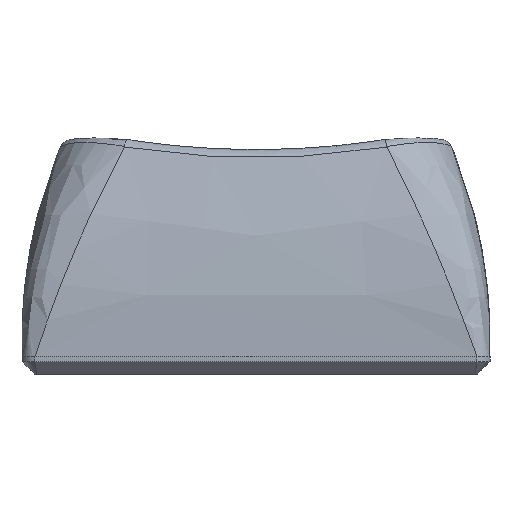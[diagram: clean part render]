
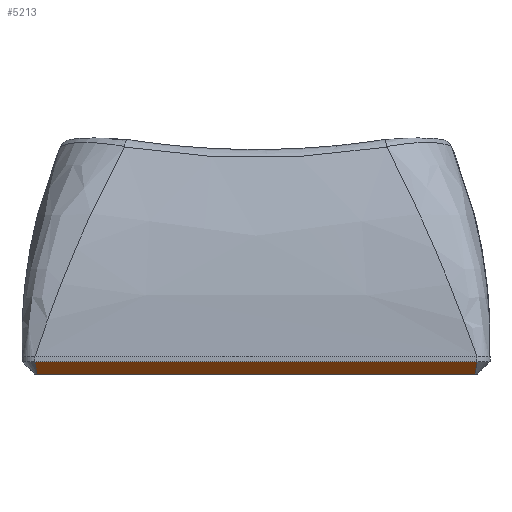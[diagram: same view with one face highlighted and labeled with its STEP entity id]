
A CAD part, front view. The second image highlights one B-rep face of the part: STEP entity #5213.
In plain terms, the highlighted planar face has unit normal (0, -0.707, -0.707).
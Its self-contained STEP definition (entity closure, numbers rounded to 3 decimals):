
#720 = PLANE('',#721);
#721 = AXIS2_PLACEMENT_3D('',#722,#723,#724);
#722 = CARTESIAN_POINT('',(-8.5,-9.,0.672));
#723 = DIRECTION('',(0.,-1.,0.));
#724 = DIRECTION('',(1.,0.,0.));
#1973 = VERTEX_POINT('',#1974);
#1974 = CARTESIAN_POINT('',(-8.5,-9.,0.48));
#2000 = EDGE_CURVE('',#1973,#2001,#2003,.T.);
#2001 = VERTEX_POINT('',#2002);
#2002 = CARTESIAN_POINT('',(8.5,-9.,0.48));
#2003 = SURFACE_CURVE('',#2004,(#2008,#2015),.PCURVE_S1.);
#2004 = LINE('',#2005,#2006);
#2005 = CARTESIAN_POINT('',(-8.5,-9.,0.48));
#2006 = VECTOR('',#2007,1.);
#2007 = DIRECTION('',(1.,0.,0.));
#2008 = PCURVE('',#720,#2009);
#2009 = DEFINITIONAL_REPRESENTATION('',(#2010),#2014);
#2010 = LINE('',#2011,#2012);
#2011 = CARTESIAN_POINT('',(0.,-0.192));
#2012 = VECTOR('',#2013,1.);
#2013 = DIRECTION('',(1.,0.));
#2014 = ( GEOMETRIC_REPRESENTATION_CONTEXT(2) 
PARAMETRIC_REPRESENTATION_CONTEXT() REPRESENTATION_CONTEXT('2D SPACE',''
  ) );
#2015 = PCURVE('',#2016,#2021);
#2016 = PLANE('',#2017);
#2017 = AXIS2_PLACEMENT_3D('',#2018,#2019,#2020);
#2018 = CARTESIAN_POINT('',(-8.5,-8.76,0.24));
#2019 = DIRECTION('',(0.,0.707,0.707)
  );
#2020 = DIRECTION('',(1.,0.,0.));
#2021 = DEFINITIONAL_REPRESENTATION('',(#2022),#2026);
#2022 = LINE('',#2023,#2024);
#2023 = CARTESIAN_POINT('',(0.,-0.339));
#2024 = VECTOR('',#2025,1.);
#2025 = DIRECTION('',(1.,0.));
#2026 = ( GEOMETRIC_REPRESENTATION_CONTEXT(2) 
PARAMETRIC_REPRESENTATION_CONTEXT() REPRESENTATION_CONTEXT('2D SPACE',''
  ) );
#3188 = CONICAL_SURFACE('',#3189,0.7,0.785);
#3189 = AXIS2_PLACEMENT_3D('',#3190,#3191,#3192);
#3190 = CARTESIAN_POINT('',(8.323,-8.323,0.48));
#3191 = DIRECTION('',(-0.,-0.,1.));
#3192 = DIRECTION('',(0.967,-0.253,0.));
#5213 = ADVANCED_FACE('',(#5214),#2016,.F.);
#5214 = FACE_BOUND('',#5215,.F.);
#5215 = EDGE_LOOP('',(#5216,#5251,#5252,#5282));
#5216 = ORIENTED_EDGE('',*,*,#5217,.F.);
#5217 = EDGE_CURVE('',#1973,#5218,#5220,.T.);
#5218 = VERTEX_POINT('',#5219);
#5219 = CARTESIAN_POINT('',(-8.42,-8.52,0.));
#5220 = SURFACE_CURVE('',#5221,(#5226,#5233),.PCURVE_S1.);
#5221 = PARABOLA('',#5222,0.008);
#5222 = AXIS2_PLACEMENT_3D('',#5223,#5224,#5225);
#5223 = CARTESIAN_POINT('',(-8.323,-8.311,
    -0.209));
#5224 = DIRECTION('',(0.,0.707,0.707)
  );
#5225 = DIRECTION('',(0.,-0.707,0.707)
  );
#5226 = PCURVE('',#2016,#5227);
#5227 = DEFINITIONAL_REPRESENTATION('',(#5228),#5232);
#5228 = B_SPLINE_CURVE_WITH_KNOTS('',2,(#5229,#5230,#5231),
  .UNSPECIFIED.,.F.,.F.,(3,3),(-0.177,-0.098),
  .PIECEWISE_BEZIER_KNOTS.);
#5229 = CARTESIAN_POINT('',(0.,-0.339));
#5230 = CARTESIAN_POINT('',(0.04,0.098));
#5231 = CARTESIAN_POINT('',(0.08,0.339));
#5232 = ( GEOMETRIC_REPRESENTATION_CONTEXT(2) 
PARAMETRIC_REPRESENTATION_CONTEXT() REPRESENTATION_CONTEXT('2D SPACE',''
  ) );
#5233 = PCURVE('',#5234,#5239);
#5234 = CONICAL_SURFACE('',#5235,0.7,0.785);
#5235 = AXIS2_PLACEMENT_3D('',#5236,#5237,#5238);
#5236 = CARTESIAN_POINT('',(-8.323,-8.323,0.48));
#5237 = DIRECTION('',(-0.,-0.,1.));
#5238 = DIRECTION('',(-0.253,-0.967,-0.));
#5239 = DEFINITIONAL_REPRESENTATION('',(#5240),#5250);
#5240 = B_SPLINE_CURVE_WITH_KNOTS('',8,(#5241,#5242,#5243,#5244,#5245,
    #5246,#5247,#5248,#5249),.UNSPECIFIED.,.F.,.F.,(9,9),(
    -0.177,-0.098),.PIECEWISE_BEZIER_KNOTS.);
#5241 = CARTESIAN_POINT('',(0.,0.));
#5242 = CARTESIAN_POINT('',(-0.014,-0.077));
#5243 = CARTESIAN_POINT('',(-0.03,-0.15));
#5244 = CARTESIAN_POINT('',(-0.048,-0.217));
#5245 = CARTESIAN_POINT('',(-0.069,-0.28));
#5246 = CARTESIAN_POINT('',(-0.094,-0.337));
#5247 = CARTESIAN_POINT('',(-0.123,-0.39));
#5248 = CARTESIAN_POINT('',(-0.158,-0.437));
#5249 = CARTESIAN_POINT('',(-0.203,-0.48));
#5250 = ( GEOMETRIC_REPRESENTATION_CONTEXT(2) 
PARAMETRIC_REPRESENTATION_CONTEXT() REPRESENTATION_CONTEXT('2D SPACE',''
  ) );
#5251 = ORIENTED_EDGE('',*,*,#2000,.T.);
#5252 = ORIENTED_EDGE('',*,*,#5253,.T.);
#5253 = EDGE_CURVE('',#2001,#5254,#5256,.T.);
#5254 = VERTEX_POINT('',#5255);
#5255 = CARTESIAN_POINT('',(8.42,-8.52,0.));
#5256 = SURFACE_CURVE('',#5257,(#5262,#5269),.PCURVE_S1.);
#5257 = PARABOLA('',#5258,0.008);
#5258 = AXIS2_PLACEMENT_3D('',#5259,#5260,#5261);
#5259 = CARTESIAN_POINT('',(8.323,-8.311,
    -0.209));
#5260 = DIRECTION('',(0.,-0.707,-0.707
    ));
#5261 = DIRECTION('',(0.,-0.707,0.707)
  );
#5262 = PCURVE('',#2016,#5263);
#5263 = DEFINITIONAL_REPRESENTATION('',(#5264),#5268);
#5264 = B_SPLINE_CURVE_WITH_KNOTS('',2,(#5265,#5266,#5267),
  .UNSPECIFIED.,.F.,.F.,(3,3),(-0.177,-0.098),
  .PIECEWISE_BEZIER_KNOTS.);
#5265 = CARTESIAN_POINT('',(17.,-0.339));
#5266 = CARTESIAN_POINT('',(16.96,0.098));
#5267 = CARTESIAN_POINT('',(16.92,0.339));
#5268 = ( GEOMETRIC_REPRESENTATION_CONTEXT(2) 
PARAMETRIC_REPRESENTATION_CONTEXT() REPRESENTATION_CONTEXT('2D SPACE',''
  ) );
#5269 = PCURVE('',#3188,#5270);
#5270 = DEFINITIONAL_REPRESENTATION('',(#5271),#5281);
#5271 = B_SPLINE_CURVE_WITH_KNOTS('',8,(#5272,#5273,#5274,#5275,#5276,
    #5277,#5278,#5279,#5280),.UNSPECIFIED.,.F.,.F.,(9,9),(
    -0.177,-0.098),.PIECEWISE_BEZIER_KNOTS.);
#5272 = CARTESIAN_POINT('',(-1.059,0.));
#5273 = CARTESIAN_POINT('',(-1.045,-0.077));
#5274 = CARTESIAN_POINT('',(-1.029,-0.15));
#5275 = CARTESIAN_POINT('',(-1.01,-0.217));
#5276 = CARTESIAN_POINT('',(-0.99,-0.28));
#5277 = CARTESIAN_POINT('',(-0.965,-0.337));
#5278 = CARTESIAN_POINT('',(-0.936,-0.39));
#5279 = CARTESIAN_POINT('',(-0.901,-0.437));
#5280 = CARTESIAN_POINT('',(-0.856,-0.48));
#5281 = ( GEOMETRIC_REPRESENTATION_CONTEXT(2) 
PARAMETRIC_REPRESENTATION_CONTEXT() REPRESENTATION_CONTEXT('2D SPACE',''
  ) );
#5282 = ORIENTED_EDGE('',*,*,#5283,.F.);
#5283 = EDGE_CURVE('',#5218,#5254,#5284,.T.);
#5284 = SURFACE_CURVE('',#5285,(#5289,#5296),.PCURVE_S1.);
#5285 = LINE('',#5286,#5287);
#5286 = CARTESIAN_POINT('',(-8.5,-8.52,0.));
#5287 = VECTOR('',#5288,1.);
#5288 = DIRECTION('',(1.,0.,0.));
#5289 = PCURVE('',#2016,#5290);
#5290 = DEFINITIONAL_REPRESENTATION('',(#5291),#5295);
#5291 = LINE('',#5292,#5293);
#5292 = CARTESIAN_POINT('',(0.,0.339));
#5293 = VECTOR('',#5294,1.);
#5294 = DIRECTION('',(1.,0.));
#5295 = ( GEOMETRIC_REPRESENTATION_CONTEXT(2) 
PARAMETRIC_REPRESENTATION_CONTEXT() REPRESENTATION_CONTEXT('2D SPACE',''
  ) );
#5296 = PCURVE('',#5297,#5302);
#5297 = PLANE('',#5298);
#5298 = AXIS2_PLACEMENT_3D('',#5299,#5300,#5301);
#5299 = CARTESIAN_POINT('',(8.5,9.,0.));
#5300 = DIRECTION('',(0.,0.,-1.));
#5301 = DIRECTION('',(-1.,0.,0.));
#5302 = DEFINITIONAL_REPRESENTATION('',(#5303),#5307);
#5303 = LINE('',#5304,#5305);
#5304 = CARTESIAN_POINT('',(17.,-17.52));
#5305 = VECTOR('',#5306,1.);
#5306 = DIRECTION('',(-1.,0.));
#5307 = ( GEOMETRIC_REPRESENTATION_CONTEXT(2) 
PARAMETRIC_REPRESENTATION_CONTEXT() REPRESENTATION_CONTEXT('2D SPACE',''
  ) );
